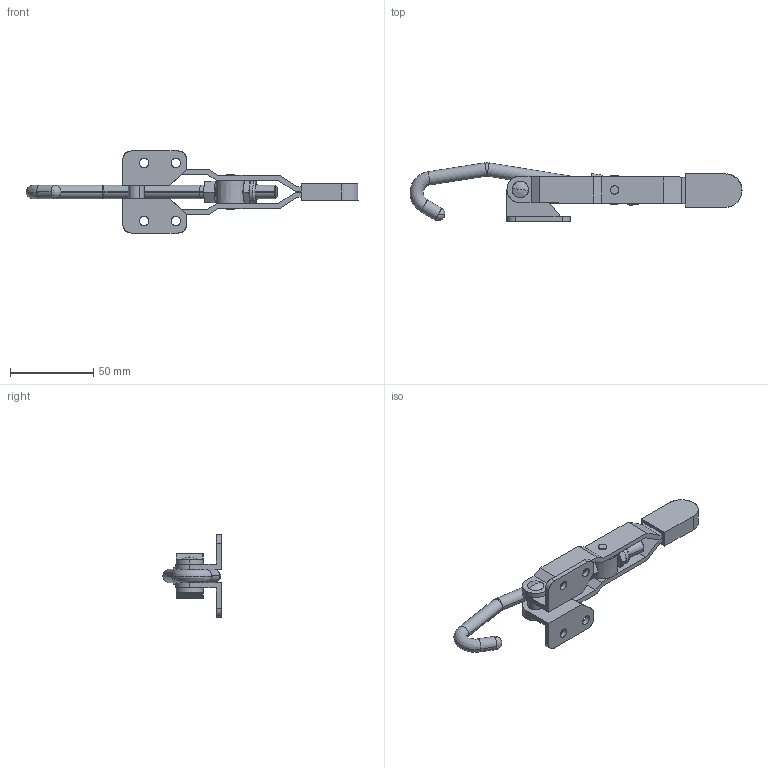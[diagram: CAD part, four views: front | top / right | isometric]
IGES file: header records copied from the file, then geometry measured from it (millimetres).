
Start section: SolidWorks IGES file using analytic representation for surfaces
Global section: file name: 493794(GH-451).IGS,15; native system: HSolidWorks 2016; preprocessor: SolidWorks 2016; author: LinWei; date: 190116.092557; units: millimetre
Bounding box: 199.16 x 35.04 x 49.2 mm (x, y, z)
Surface area: 24207.8 mm2 (no closed solid volume)
Topology: 0 solids, 0 shells, 171 faces, 2464 edges, 2463 vertices
Faces by surface type: bspline 89, revolution 82
